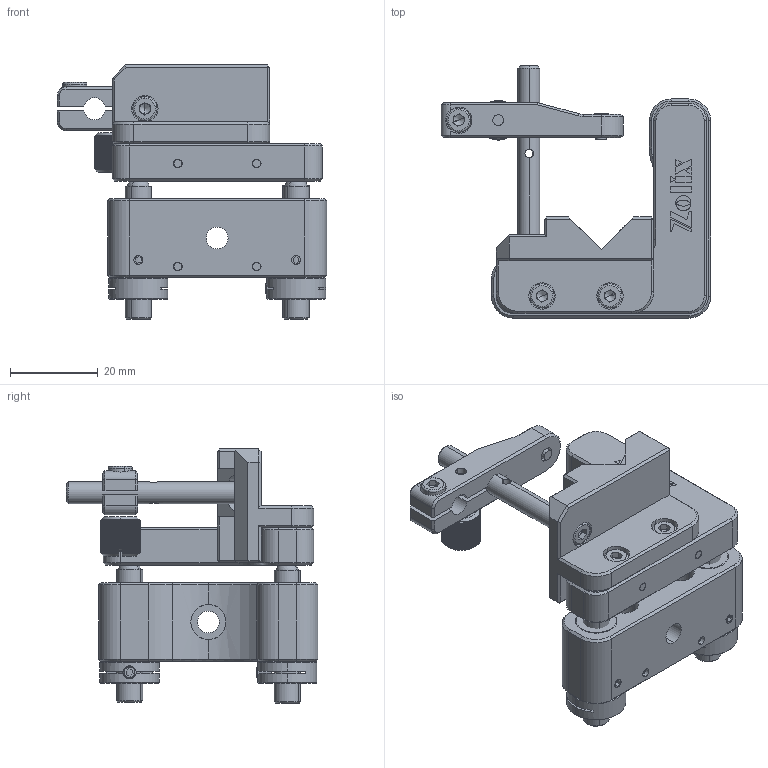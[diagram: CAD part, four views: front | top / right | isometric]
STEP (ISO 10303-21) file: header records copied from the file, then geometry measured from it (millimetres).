
FILE_DESCRIPTION (( 'STEP AP203' ), '1' );
FILE_NAME ('NCM20.STEP', '2019-05-10T01:27:07', ( '' ), ( '' ), 'SwSTEP 2.0', 'SolidWorks 2016', '' );
FILE_SCHEMA (( 'CONFIG_CONTROL_DESIGN' ));
Length unit declared in the file: millimetre
Products named in the file (1): NCM20
Bounding box: 61.5 x 57.5 x 58 mm (x, y, z)
Surface area: 23657.2 mm2 (no closed solid volume)
Topology: 0 solids, 52 shells, 893 faces, 2844 edges, 1960 vertices
Faces by surface type: plane 521, cylinder 257, cone 101, torus 8, sphere 6
Entity records: 32603 total; most frequent: CARTESIAN_POINT 8109, ORIENTED_EDGE 4994, DIRECTION 4819, EDGE_CURVE 2824, VERTEX_POINT 1954, AXIS2_PLACEMENT_3D 1638, VECTOR 1543, LINE 1543
